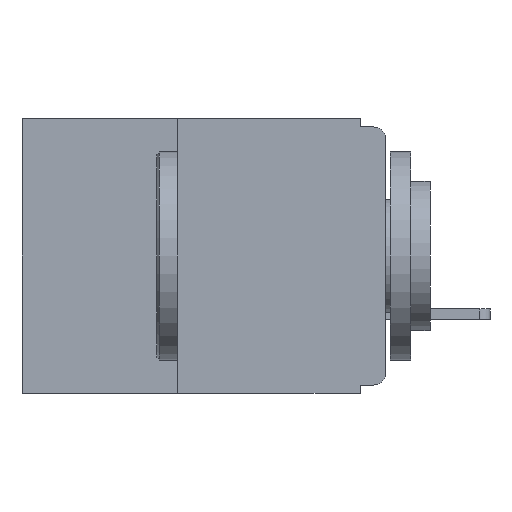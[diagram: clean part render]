
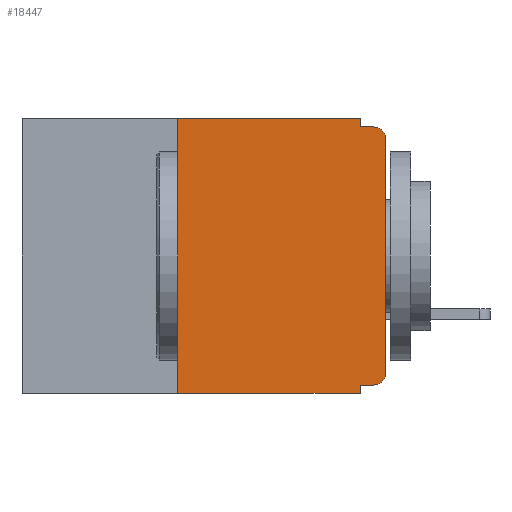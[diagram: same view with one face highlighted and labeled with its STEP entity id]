
A CAD part, left-side view. The second image highlights one B-rep face of the part: STEP entity #18447.
In plain terms, the highlighted planar face has unit normal (-1, 0, 0).
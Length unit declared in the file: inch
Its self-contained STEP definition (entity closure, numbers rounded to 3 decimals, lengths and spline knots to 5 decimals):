
#314 = DIRECTION ( 'NONE',  ( 0., -1., 0. ) ) ;
#467 = VERTEX_POINT ( 'NONE', #5329 ) ;
#850 = CARTESIAN_POINT ( 'NONE',  ( 0., 0.437, 0. ) ) ;
#900 = CARTESIAN_POINT ( 'NONE',  ( 0., 0.25, -0.33 ) ) ;
#1037 = CARTESIAN_POINT ( 'NONE',  ( 0., 0., -0.025 ) ) ;
#1057 = ORIENTED_EDGE ( 'NONE', *, *, #19428, .F. ) ;
#1105 = VECTOR ( 'NONE', #2296, 39.37008 ) ;
#1158 = VERTEX_POINT ( 'NONE', #900 ) ;
#1537 = ORIENTED_EDGE ( 'NONE', *, *, #17269, .F. ) ;
#2296 = DIRECTION ( 'NONE',  ( 0., 0., 1. ) ) ;
#2322 = CARTESIAN_POINT ( 'NONE',  ( 0., 0.015, -0.32 ) ) ;
#2425 = FACE_OUTER_BOUND ( 'NONE', #11986, .T. ) ;
#2465 = CARTESIAN_POINT ( 'NONE',  ( 0., 0.015, -0.01 ) ) ;
#2481 = CARTESIAN_POINT ( 'NONE',  ( 0., 0., 0. ) ) ;
#2961 = VERTEX_POINT ( 'NONE', #24115 ) ;
#3044 = VECTOR ( 'NONE', #12233, 39.37008 ) ;
#3697 = LINE ( 'NONE', #19792, #4317 ) ;
#3707 = LINE ( 'NONE', #13711, #23975 ) ;
#3782 = VERTEX_POINT ( 'NONE', #10492 ) ;
#3822 = AXIS2_PLACEMENT_3D ( 'NONE', #8848, #22549, #10846 ) ;
#4317 = VECTOR ( 'NONE', #8060, 39.37008 ) ;
#4375 = CARTESIAN_POINT ( 'NONE',  ( 0., 0., -0.32 ) ) ;
#5329 = CARTESIAN_POINT ( 'NONE',  ( 0., 0.031, -0.01 ) ) ;
#6271 = EDGE_CURVE ( 'NONE', #12835, #11132, #6623, .T. ) ;
#6623 = CIRCLE ( 'NONE', #10495, 0.015 ) ;
#6762 = EDGE_CURVE ( 'NONE', #9263, #12835, #22038, .T. ) ;
#7515 = ORIENTED_EDGE ( 'NONE', *, *, #6762, .T. ) ;
#7889 = DIRECTION ( 'NONE',  ( 0., 0., -1. ) ) ;
#8060 = DIRECTION ( 'NONE',  ( 0., -1., 0. ) ) ;
#8848 = CARTESIAN_POINT ( 'NONE',  ( 0., 0.015, -0.305 ) ) ;
#9206 = DIRECTION ( 'NONE',  ( 0., 0., -1. ) ) ;
#9239 = DIRECTION ( 'NONE',  ( -1., 0., 0. ) ) ;
#9263 = VERTEX_POINT ( 'NONE', #19938 ) ;
#9268 = CARTESIAN_POINT ( 'NONE',  ( 0., 0.015, -0.025 ) ) ;
#9287 = LINE ( 'NONE', #20925, #13907 ) ;
#9427 = CIRCLE ( 'NONE', #3822, 0.015 ) ;
#10119 = LINE ( 'NONE', #850, #14702 ) ;
#10290 = ORIENTED_EDGE ( 'NONE', *, *, #17510, .F. ) ;
#10313 = EDGE_CURVE ( 'NONE', #3782, #17028, #3707, .T. ) ;
#10492 = CARTESIAN_POINT ( 'NONE',  ( 0., 0.031, -0.32 ) ) ;
#10495 = AXIS2_PLACEMENT_3D ( 'NONE', #9268, #9239, #9206 ) ;
#10846 = DIRECTION ( 'NONE',  ( 0., 0., -1. ) ) ;
#11132 = VERTEX_POINT ( 'NONE', #2465 ) ;
#11510 = DIRECTION ( 'NONE',  ( 0., 0., -1. ) ) ;
#11986 = EDGE_LOOP ( 'NONE', ( #7515, #16398, #10290, #1537, #1057, #25213, #12705, #21730, #18996, #18852 ) ) ;
#12150 = DIRECTION ( 'NONE',  ( 0., 0., 1. ) ) ;
#12158 = CARTESIAN_POINT ( 'NONE',  ( 0., 0.437, -0.33 ) ) ;
#12161 = VERTEX_POINT ( 'NONE', #2322 ) ;
#12233 = DIRECTION ( 'NONE',  ( 0., 1., 0. ) ) ;
#12705 = ORIENTED_EDGE ( 'NONE', *, *, #13227, .T. ) ;
#12835 = VERTEX_POINT ( 'NONE', #1037 ) ;
#12915 = LINE ( 'NONE', #16074, #18762 ) ;
#13227 = EDGE_CURVE ( 'NONE', #1158, #17028, #18051, .T. ) ;
#13711 = CARTESIAN_POINT ( 'NONE',  ( 0., 0.031, -0.33 ) ) ;
#13907 = VECTOR ( 'NONE', #22936, 39.37008 ) ;
#14040 = EDGE_CURVE ( 'NONE', #12161, #9263, #9427, .T. ) ;
#14318 = CARTESIAN_POINT ( 'NONE',  ( 0., 0.031, -0.33 ) ) ;
#14702 = VECTOR ( 'NONE', #24449, 39.37008 ) ;
#16074 = CARTESIAN_POINT ( 'NONE',  ( 0., 0.25, -0.33 ) ) ;
#16261 = AXIS2_PLACEMENT_3D ( 'NONE', #19338, #23208, #11510 ) ;
#16398 = ORIENTED_EDGE ( 'NONE', *, *, #6271, .T. ) ;
#17028 = VERTEX_POINT ( 'NONE', #14318 ) ;
#17269 = EDGE_CURVE ( 'NONE', #2961, #467, #9287, .T. ) ;
#17510 = EDGE_CURVE ( 'NONE', #467, #11132, #3697, .T. ) ;
#18051 = LINE ( 'NONE', #12158, #18683 ) ;
#18447 = ADVANCED_FACE ( 'NONE', ( #2425 ), #21285, .F. ) ;
#18683 = VECTOR ( 'NONE', #314, 39.37008 ) ;
#18762 = VECTOR ( 'NONE', #12150, 39.37008 ) ;
#18852 = ORIENTED_EDGE ( 'NONE', *, *, #14040, .T. ) ;
#18996 = ORIENTED_EDGE ( 'NONE', *, *, #24041, .F. ) ;
#19338 = CARTESIAN_POINT ( 'NONE',  ( 0., 0.437, 0. ) ) ;
#19421 = VERTEX_POINT ( 'NONE', #20481 ) ;
#19428 = EDGE_CURVE ( 'NONE', #19421, #2961, #10119, .T. ) ;
#19792 = CARTESIAN_POINT ( 'NONE',  ( 0., 0., -0.01 ) ) ;
#19938 = CARTESIAN_POINT ( 'NONE',  ( 0., 0., -0.305 ) ) ;
#20481 = CARTESIAN_POINT ( 'NONE',  ( 0., 0.25, 0. ) ) ;
#20925 = CARTESIAN_POINT ( 'NONE',  ( 0., 0.031, 0. ) ) ;
#21285 = PLANE ( 'NONE',  #16261 ) ;
#21730 = ORIENTED_EDGE ( 'NONE', *, *, #10313, .F. ) ;
#22038 = LINE ( 'NONE', #2481, #1105 ) ;
#22549 = DIRECTION ( 'NONE',  ( -1., 0., 0. ) ) ;
#22707 = LINE ( 'NONE', #4375, #3044 ) ;
#22936 = DIRECTION ( 'NONE',  ( 0., 0., -1. ) ) ;
#23208 = DIRECTION ( 'NONE',  ( 1., 0., 0. ) ) ;
#23975 = VECTOR ( 'NONE', #7889, 39.37008 ) ;
#24011 = EDGE_CURVE ( 'NONE', #1158, #19421, #12915, .T. ) ;
#24041 = EDGE_CURVE ( 'NONE', #12161, #3782, #22707, .T. ) ;
#24115 = CARTESIAN_POINT ( 'NONE',  ( 0., 0.031, 0. ) ) ;
#24449 = DIRECTION ( 'NONE',  ( 0., -1., 0. ) ) ;
#25213 = ORIENTED_EDGE ( 'NONE', *, *, #24011, .F. ) ;
